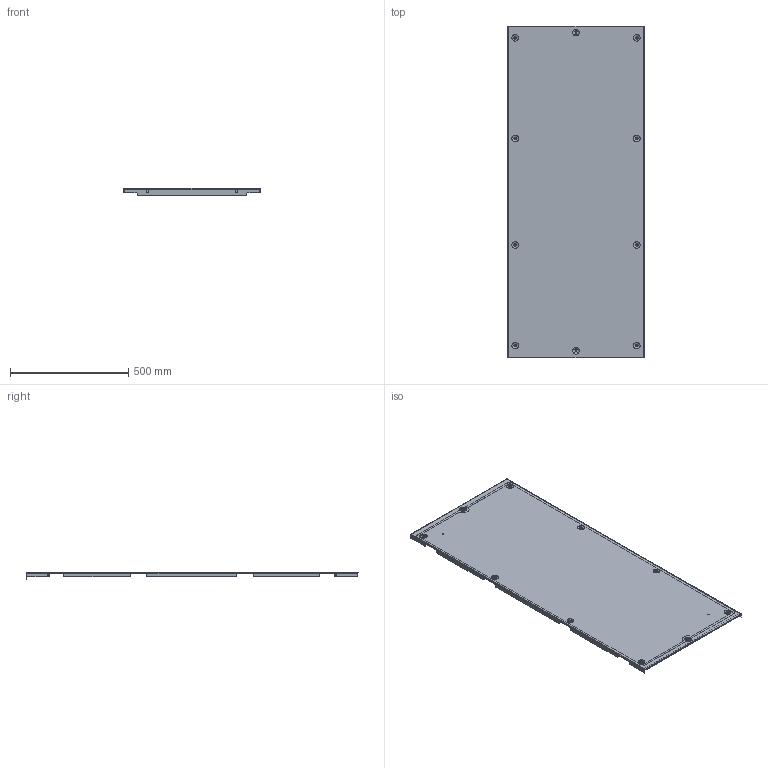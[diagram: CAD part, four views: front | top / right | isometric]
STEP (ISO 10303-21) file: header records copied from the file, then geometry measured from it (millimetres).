
FILE_DESCRIPTION (( 'STEP AP214' ), '1' );
FILE_NAME ('609.146.STEP', '2024-09-24T07:05:12', ( '' ), ( '' ), 'SwSTEP 2.0', 'SolidWorks 2021', '' );
FILE_SCHEMA (( 'AUTOMOTIVE_DESIGN' ));
Length unit declared in the file: millimetre
Products named in the file (4): 609.146; Øïèëüêà ïðèâàðíàÿ Ì6õ16; Ãàñêåòèíã H1400D600; Áîêîâàÿ ïàíåëü H1400D600
Assembly tree (4 placements, depth 2):
  609.146
    Áîêîâàÿ ïàíåëü H1400D600
    Øïèëüêà ïðèâàðíàÿ Ì6õ16  x2
    Ãàñêåòèíã H1400D600
Bounding box: 578 x 1402.25 x 30 mm (x, y, z)
Volume: 1398787.5 mm3; surface area: 1829316.1 mm2
Topology: 4 solids, 4 shells, 248 faces, 603 edges, 383 vertices
Faces by surface type: plane 103, cylinder 87, cone 44, bspline 10, torus 4
Entity records: 7983 total; most frequent: CARTESIAN_POINT 2000, DIRECTION 1267, ORIENTED_EDGE 1174, EDGE_CURVE 587, AXIS2_PLACEMENT_3D 480, VERTEX_POINT 373, LINE 307, VECTOR 307
